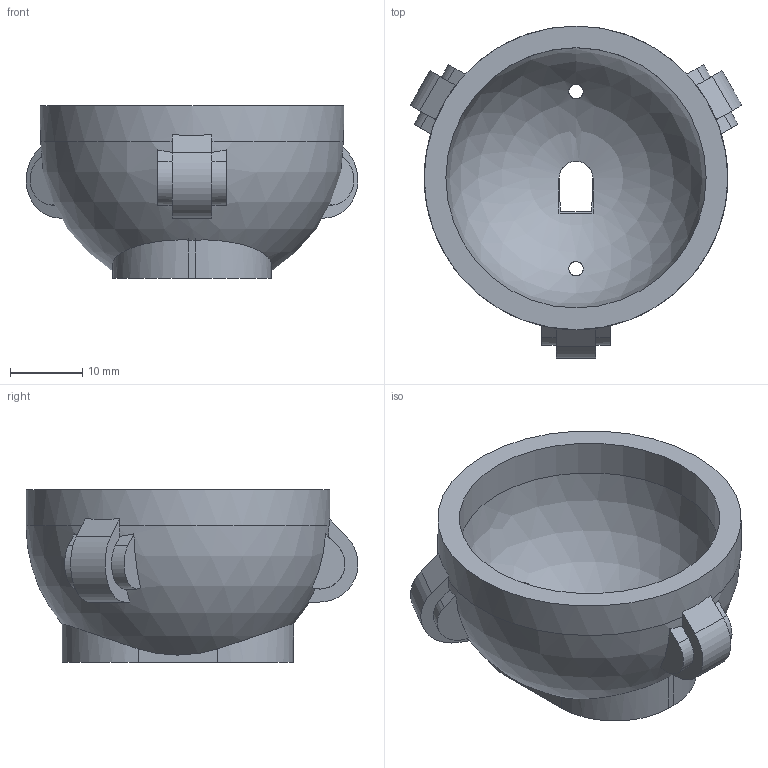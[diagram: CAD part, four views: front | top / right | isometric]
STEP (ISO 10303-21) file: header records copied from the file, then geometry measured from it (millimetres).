
FILE_DESCRIPTION(/* description */ (''),/* implementation_level */ '2;1');
FILE_NAME(/* name */ 'trackball_socket_with_sensor_complete.step',/* time_stamp */ '2021-11-11T16:12:35-05:00',/* author */ (''),/* organization */ (''),/* preprocessor_version */ 'ST-DEVELOPER v18.1',/* originating_system */ 'Autodesk Translation Framework v10.10.0.1391',/* authorisation */ '');
FILE_SCHEMA (('AUTOMOTIVE_DESIGN { 1 0 10303 214 3 1 1 }'));
Length unit declared in the file: millimetre
Products named in the file (1): trackball_socket_with_sensor_complete
Bounding box: 45.88 x 45.9 x 23.9 mm (x, y, z)
Volume: 10181.7 mm3; surface area: 8744.7 mm2
Topology: 2 solids, 2 shells, 91 faces, 272 edges, 180 vertices
Faces by surface type: plane 50, cylinder 36, sphere 4, cone 1
Full cylindrical faces by diameter (mm): 2 x4, 36 x1, 42 x1
Entity records: 3596 total; most frequent: CARTESIAN_POINT 1026, DIRECTION 545, ORIENTED_EDGE 544, EDGE_CURVE 272, AXIS2_PLACEMENT_3D 213, VERTEX_POINT 180, LINE 119, VECTOR 119
